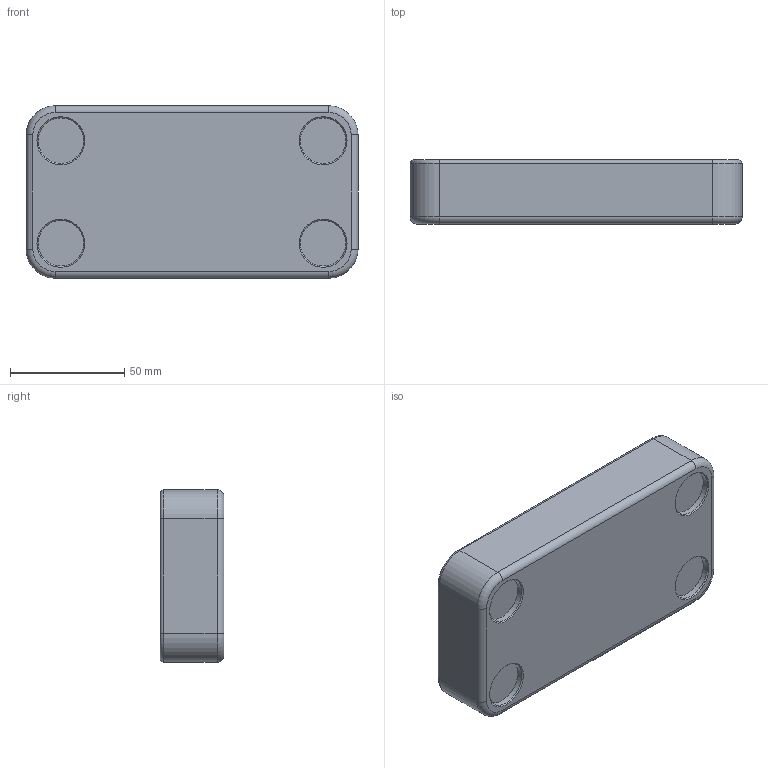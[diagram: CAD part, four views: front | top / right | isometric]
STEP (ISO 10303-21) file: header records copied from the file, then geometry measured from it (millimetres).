
FILE_DESCRIPTION(/* description */ (''),/* implementation_level */ '2;1');
FILE_NAME(/* name */ 'Box Body.step',/* time_stamp */ '2022-04-10T14:25:51+02:00',/* author */ (''),/* organization */ (''),/* preprocessor_version */ 'ST-DEVELOPER v18.1',/* originating_system */ 'Autodesk Translation Framework v10.14.0.1471',/* authorisation */ '');
FILE_SCHEMA (('AUTOMOTIVE_DESIGN { 1 0 10303 214 3 1 1 }'));
Length unit declared in the file: millimetre
Products named in the file (1): Box Body
Bounding box: 145.6 x 28 x 75.6 mm (x, y, z)
Volume: 111193.2 mm3; surface area: 53663.3 mm2
Topology: 1 solids, 1 shells, 135 faces, 310 edges, 184 vertices
Faces by surface type: plane 57, cylinder 54, torus 12, bspline 8, cone 4
Full cylindrical faces by diameter (mm): 3.3 x4, 20 x4
Entity records: 4131 total; most frequent: CARTESIAN_POINT 1013, DIRECTION 682, ORIENTED_EDGE 604, EDGE_CURVE 302, AXIS2_PLACEMENT_3D 252, VERTEX_POINT 184, LINE 178, VECTOR 178
